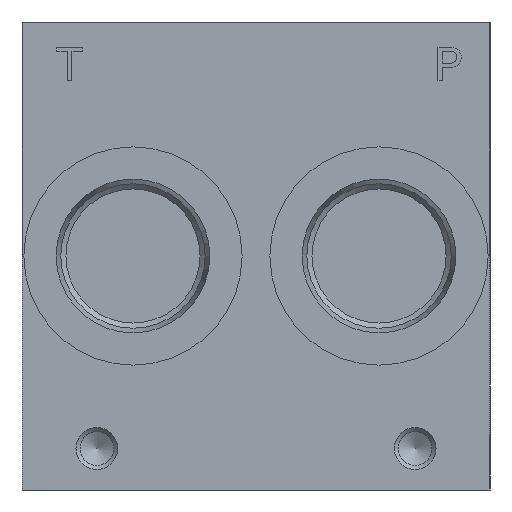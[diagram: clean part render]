
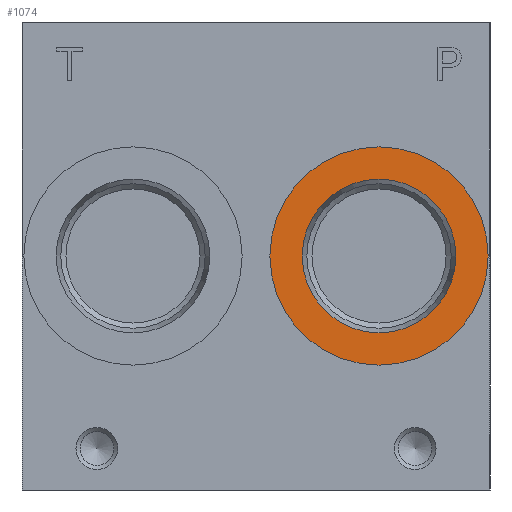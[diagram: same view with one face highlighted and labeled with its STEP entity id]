
A CAD part, left-side view. The second image highlights one B-rep face of the part: STEP entity #1074.
In plain terms, the highlighted planar face has unit normal (-1, 0, 0).
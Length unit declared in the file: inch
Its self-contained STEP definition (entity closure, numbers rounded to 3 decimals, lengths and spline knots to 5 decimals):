
#1074 = ADVANCED_FACE( '', ( #2301, #2302 ), #2303, .T. );
#2301 = FACE_BOUND( '', #3544, .T. );
#2302 = FACE_OUTER_BOUND( '', #3545, .T. );
#2303 = PLANE( '', #3546 );
#3544 = EDGE_LOOP( '', ( #6430 ) );
#3545 = EDGE_LOOP( '', ( #6431 ) );
#3546 = AXIS2_PLACEMENT_3D( '', #6432, #6433, #6434 );
#6430 = ORIENTED_EDGE( '', *, *, #7295, .T. );
#6431 = ORIENTED_EDGE( '', *, *, #7622, .F. );
#6432 = CARTESIAN_POINT( '', ( 0.031, 1.646, 1.75 ) );
#6433 = DIRECTION( '', ( -1., 0., 0. ) );
#6434 = DIRECTION( '', ( 0., 0., 1. ) );
#7295 = EDGE_CURVE( '', #8882, #8882, #8883, .T. );
#7622 = EDGE_CURVE( '', #9300, #9300, #9301, .T. );
#8882 = VERTEX_POINT( '', #10964 );
#8883 = CIRCLE( '', #10965, 0.5745 );
#9300 = VERTEX_POINT( '', #11520 );
#9301 = CIRCLE( '', #11521, 0.816 );
#10964 = CARTESIAN_POINT( '', ( 0.031, 0.83, 1.1755 ) );
#10965 = AXIS2_PLACEMENT_3D( '', #12489, #12490, #12491 );
#11520 = CARTESIAN_POINT( '', ( 0.031, 0.83, 0.934 ) );
#11521 = AXIS2_PLACEMENT_3D( '', #12822, #12823, #12824 );
#12489 = CARTESIAN_POINT( '', ( 0.031, 0.83, 1.75 ) );
#12490 = DIRECTION( '', ( 1., 0., 0. ) );
#12491 = DIRECTION( '', ( 0., 0., -1. ) );
#12822 = CARTESIAN_POINT( '', ( 0.031, 0.83, 1.75 ) );
#12823 = DIRECTION( '', ( 1., 0., 0. ) );
#12824 = DIRECTION( '', ( 0., 0., -1. ) );
